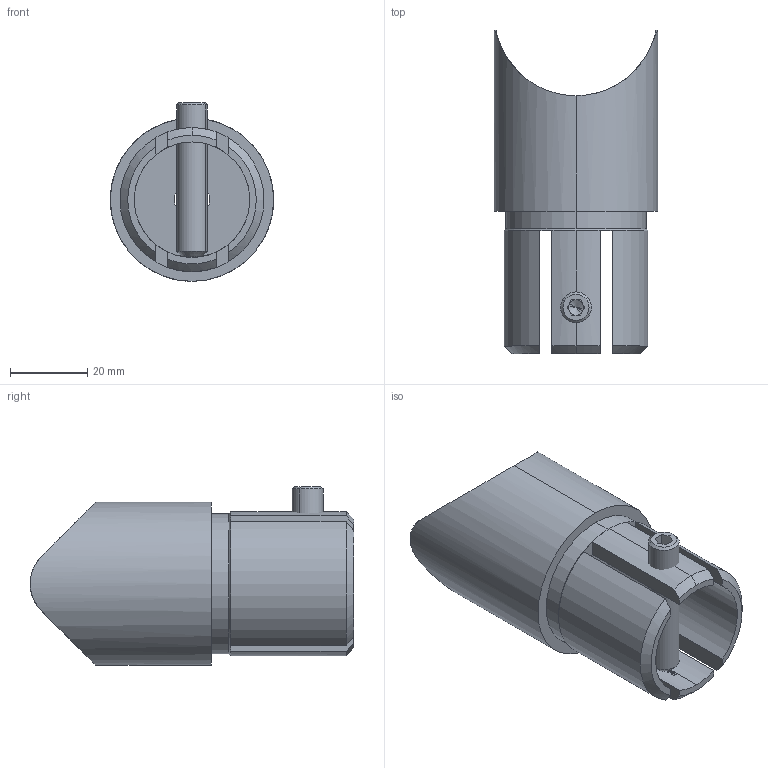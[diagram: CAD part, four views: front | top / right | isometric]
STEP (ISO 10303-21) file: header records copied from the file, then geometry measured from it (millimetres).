
FILE_DESCRIPTION (( 'STEP AP203' ), '1' );
FILE_NAME ('50125-240.step', '2019-06-12T09:48:42', ( '' ), ( '' ), 'SwSTEP 2.0', 'SolidWorks 2015', '' );
FILE_SCHEMA (( 'CONFIG_CONTROL_DESIGN' ));
Length unit declared in the file: millimetre
Products named in the file (3): DIN913_DIN 913 M8x40; 5012X-240 Teil1_50125-240 Teil1; 50125-240
Assembly tree (2 placements, depth 2):
  50125-240
    5012X-240 Teil1_50125-240 Teil1
    DIN913_DIN 913 M8x40
Bounding box: 42.4 x 84.06 x 46.4 mm (x, y, z)
Volume: 45585.8 mm3; surface area: 19439.9 mm2
Topology: 2 solids, 2 shells, 299 faces, 812 edges, 523 vertices
Faces by surface type: plane 134, bspline 94, cylinder 58, cone 13
Entity records: 13895 total; most frequent: CARTESIAN_POINT 6779, ORIENTED_EDGE 1620, DIRECTION 1110, EDGE_CURVE 810, VERTEX_POINT 523, LINE 398, VECTOR 398, AXIS2_PLACEMENT_3D 356
